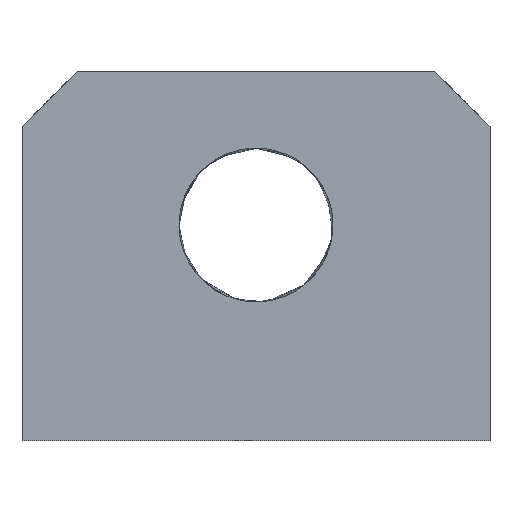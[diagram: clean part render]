
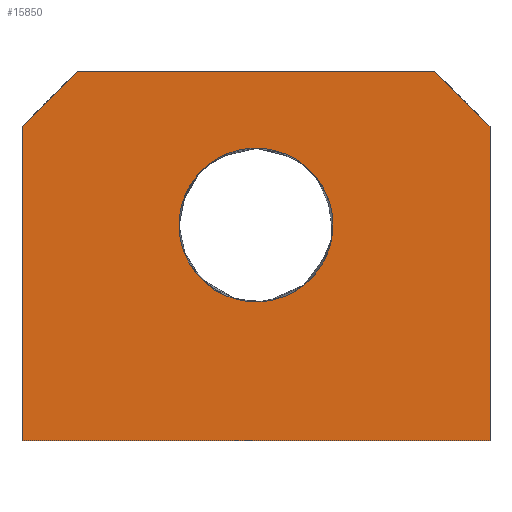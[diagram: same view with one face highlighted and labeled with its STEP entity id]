
A CAD part, top view. The second image highlights one B-rep face of the part: STEP entity #15850.
In plain terms, the highlighted free-form (B-spline) face has degree [1, 1] with [2, 2] control points.
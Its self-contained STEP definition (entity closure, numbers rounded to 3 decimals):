
#550 = CARTESIAN_POINT ('', (29., 60., 38.));
#560 = VERTEX_POINT ('', #550);
#620 = CARTESIAN_POINT ('', (38., 51., 38.));
#630 = VERTEX_POINT ('', #620);
#640 = CARTESIAN_POINT ('', (38., 51., 38.));
#650 = CARTESIAN_POINT ('', (35., 54., 38.));
#660 = CARTESIAN_POINT ('', (32., 57., 38.));
#670 = CARTESIAN_POINT ('', (29., 60., 38.));
#680 = B_SPLINE_CURVE_WITH_KNOTS ('', 3, (#640, #650, #660, #670), .UNSPECIFIED., .F., .U., (4, 4), (0., 1.), .UNSPECIFIED.);
#690 = EDGE_CURVE ('', #630, #560, #680, .T.);
#840 = CARTESIAN_POINT ('', (-29., 60., 38.));
#850 = VERTEX_POINT ('', #840);
#860 = CARTESIAN_POINT ('', (-29., 60., 38.));
#870 = CARTESIAN_POINT ('', (29., 60., 38.));
#880 = B_SPLINE_CURVE_WITH_KNOTS ('', 1, (#860, #870), .UNSPECIFIED., .F., .U., (2, 2), (0., 1.), .UNSPECIFIED.);
#890 = EDGE_CURVE ('', #850, #560, #880, .T.);
#7730 = CARTESIAN_POINT ('', (38., 0., 38.));
#7740 = VERTEX_POINT ('', #7730);
#7800 = CARTESIAN_POINT ('', (-38., 0., 38.));
#7810 = VERTEX_POINT ('', #7800);
#7820 = CARTESIAN_POINT ('', (38., 0., 38.));
#7830 = CARTESIAN_POINT ('', (-38., 0., 38.));
#7840 = B_SPLINE_CURVE_WITH_KNOTS ('', 1, (#7820, #7830), .UNSPECIFIED., .F., .U., (2, 2), (0., 1.), .UNSPECIFIED.);
#7850 = EDGE_CURVE ('', #7740, #7810, #7840, .T.);
#11120 = CARTESIAN_POINT ('', (-38., 51., 38.));
#11130 = VERTEX_POINT ('', #11120);
#11140 = CARTESIAN_POINT ('', (-38., 51., 38.));
#11150 = CARTESIAN_POINT ('', (-29., 60., 38.));
#11160 = B_SPLINE_CURVE_WITH_KNOTS ('', 1, (#11140, #11150), .UNSPECIFIED., .F., .U., (2, 2), (0., 1.), .UNSPECIFIED.);
#11170 = EDGE_CURVE ('', #11130, #850, #11160, .T.);
#11870 = CARTESIAN_POINT ('', (12.5, 35., 38.));
#11880 = VERTEX_POINT ('', #11870);
#11890 = CARTESIAN_POINT ('', (-12.5, 35., 38.));
#11900 = VERTEX_POINT ('', #11890);
#11910 = CARTESIAN_POINT ('', (12.5, 35., 38.));
#11920 = CARTESIAN_POINT ('', (12.5, 60., 38.));
#11930 = CARTESIAN_POINT ('', (-12.5, 60., 38.));
#11940 = CARTESIAN_POINT ('', (-12.5, 35., 38.));
#11950 = (
   BOUNDED_CURVE ()
   B_SPLINE_CURVE (3, (#11910, #11920, #11930, #11940), .UNSPECIFIED., .F., .U.)
   B_SPLINE_CURVE_WITH_KNOTS ((4, 4), (0., 1.), .UNSPECIFIED.)
   CURVE ()
   GEOMETRIC_REPRESENTATION_ITEM ()
   RATIONAL_B_SPLINE_CURVE ((1., 0.333, 0.333, 1.))
   REPRESENTATION_ITEM ('')
);
#11960 = EDGE_CURVE ('', #11880, #11900, #11950, .T.);
#12060 = CARTESIAN_POINT ('', (-12.5, 35., 38.));
#12070 = CARTESIAN_POINT ('', (-12.5, 10., 38.));
#12080 = CARTESIAN_POINT ('', (12.5, 10., 38.));
#12090 = CARTESIAN_POINT ('', (12.5, 35., 38.));
#12100 = (
   BOUNDED_CURVE ()
   B_SPLINE_CURVE (3, (#12060, #12070, #12080, #12090), .UNSPECIFIED., .F., .U.)
   B_SPLINE_CURVE_WITH_KNOTS ((4, 4), (0., 1.), .UNSPECIFIED.)
   CURVE ()
   GEOMETRIC_REPRESENTATION_ITEM ()
   RATIONAL_B_SPLINE_CURVE ((1., 0.333, 0.333, 1.))
   REPRESENTATION_ITEM ('')
);
#12110 = EDGE_CURVE ('', #11900, #11880, #12100, .T.);
#15600 = ORIENTED_EDGE ('', *, *, #890, .F.);
#15610 = ORIENTED_EDGE ('', *, *, #11170, .F.);
#15620 = CARTESIAN_POINT ('', (-38., 0., 38.));
#15630 = CARTESIAN_POINT ('', (-38., 51., 38.));
#15640 = B_SPLINE_CURVE_WITH_KNOTS ('', 1, (#15620, #15630), .UNSPECIFIED., .F., .U., (2, 2), (0., 1.), .UNSPECIFIED.);
#15650 = EDGE_CURVE ('', #7810, #11130, #15640, .T.);
#15660 = ORIENTED_EDGE ('', *, *, #15650, .F.);
#15670 = ORIENTED_EDGE ('', *, *, #7850, .F.);
#15680 = CARTESIAN_POINT ('', (38., 51., 38.));
#15690 = CARTESIAN_POINT ('', (38., 0., 38.));
#15700 = B_SPLINE_CURVE_WITH_KNOTS ('', 1, (#15680, #15690), .UNSPECIFIED., .F., .U., (2, 2), (0., 1.), .UNSPECIFIED.);
#15710 = EDGE_CURVE ('', #630, #7740, #15700, .T.);
#15720 = ORIENTED_EDGE ('', *, *, #15710, .F.);
#15730 = ORIENTED_EDGE ('', *, *, #690, .T.);
#15740 = EDGE_LOOP ('', (#15600, #15610, #15660, #15670, #15720, #15730));
#15750 = FACE_OUTER_BOUND ('', #15740, .T.);
#15760 = ORIENTED_EDGE ('', *, *, #11960, .F.);
#15770 = ORIENTED_EDGE ('', *, *, #12110, .F.);
#15780 = EDGE_LOOP ('', (#15760, #15770));
#15790 = FACE_BOUND ('', #15780, .T.);
#15800 = CARTESIAN_POINT ('', (-38., 0., 38.));
#15810 = CARTESIAN_POINT ('', (-38., 60., 38.));
#15820 = CARTESIAN_POINT ('', (38., 0., 38.));
#15830 = CARTESIAN_POINT ('', (38., 60., 38.));
#15840 = B_SPLINE_SURFACE_WITH_KNOTS ('', 1, 1, ((#15800, #15810), (#15820, #15830)), .UNSPECIFIED., .F., .F., .U., (2, 2), (2, 2), (0., 1.), (0., 1.), .UNSPECIFIED.);
#15850 = ADVANCED_FACE ('', (#15750, #15790), #15840, .T.);
